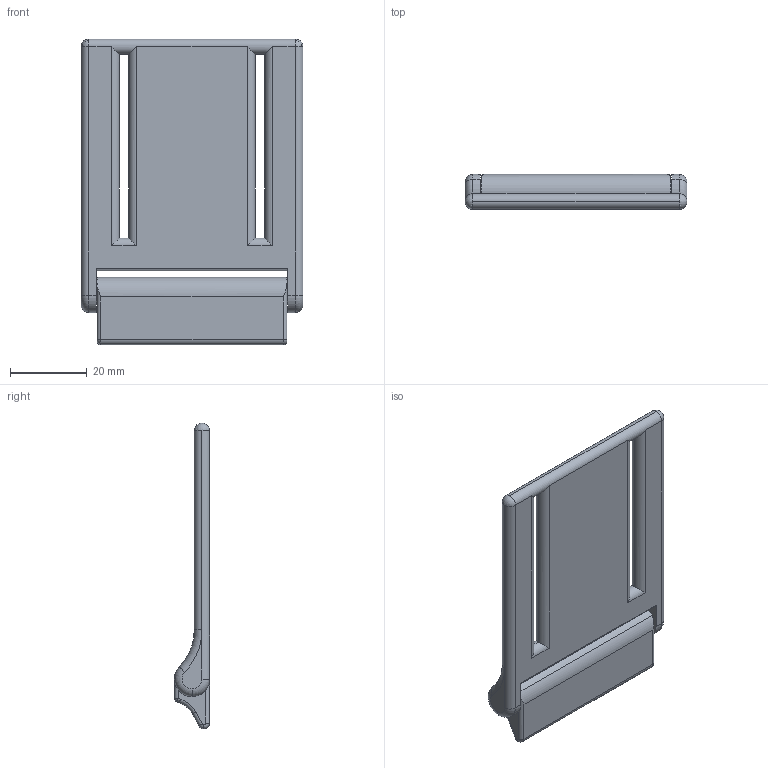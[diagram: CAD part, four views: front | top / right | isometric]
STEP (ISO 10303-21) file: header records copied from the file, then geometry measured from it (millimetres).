
FILE_DESCRIPTION (( 'STEP AP214' ), '1' );
FILE_NAME ('Cam Lock Shoulder Strap.STEP', '2025-06-10T22:09:25', ( '' ), ( '' ), 'MPSTEP 2.0', 'Macroplastics Offline CAD Suite', '' );
FILE_SCHEMA (( 'UwU' ));
Length unit declared in the file: millimetre
Products named in the file (1): Cam Lock Shoulder Strap
Bounding box: 58 x 9.18 x 79.86 mm (x, y, z)
Volume: 18332.5 mm3; surface area: 11856.2 mm2
Topology: 2 solids, 2 shells, 77 faces, 198 edges, 116 vertices
Faces by surface type: cylinder 41, plane 18, torus 14, sphere 4
Entity records: 2357 total; most frequent: CARTESIAN_POINT 465, DIRECTION 413, ORIENTED_EDGE 386, EDGE_CURVE 193, AXIS2_PLACEMENT_3D 162, VERTEX_POINT 116, LINE 89, VECTOR 89
